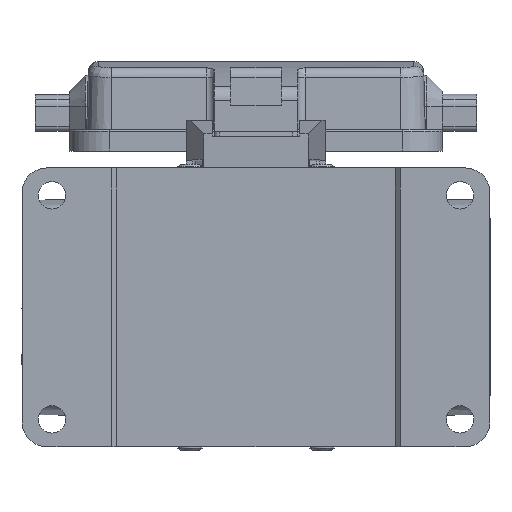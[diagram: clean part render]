
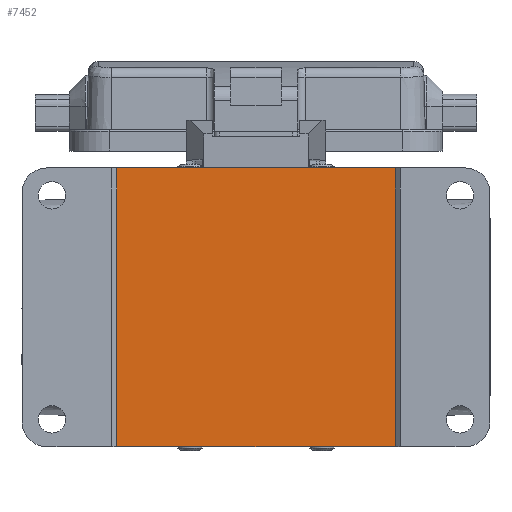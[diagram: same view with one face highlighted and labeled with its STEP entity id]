
A CAD part, front view. The second image highlights one B-rep face of the part: STEP entity #7452.
In plain terms, the highlighted planar face has unit normal (0, -1, 0).
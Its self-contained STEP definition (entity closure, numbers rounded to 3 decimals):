
#437 = FACE_OUTER_BOUND ( 'NONE', #8399, .T. ) ;
#438 = AXIS2_PLACEMENT_3D ( 'NONE', #10165, #10166, #10167 ) ;
#2219 = LINE ( 'NONE', #2220, #6716 ) ;
#2220 = CARTESIAN_POINT ( 'NONE',  ( 28., -76., 33.6 ) ) ;
#2221 = DIRECTION ( 'NONE',  ( 0., 0., 1. ) ) ;
#2222 = LINE ( 'NONE', #2223, #6724 ) ;
#2223 = CARTESIAN_POINT ( 'NONE',  ( -28., -76., 33.6 ) ) ;
#2224 = DIRECTION ( 'NONE',  ( 0., 0., -1. ) ) ;
#2228 = LINE ( 'NONE', #2229, #6725 ) ;
#2229 = CARTESIAN_POINT ( 'NONE',  ( 47., -76., -28. ) ) ;
#2230 = DIRECTION ( 'NONE',  ( -1., 0., 0. ) ) ;
#3567 = EDGE_CURVE ( 'NONE', #18397, #19136, #2219, .T. ) ;
#3568 = EDGE_CURVE ( 'NONE', #18479, #18421, #2222, .T. ) ;
#3570 = EDGE_CURVE ( 'NONE', #18397, #18421, #2228, .T. ) ;
#3617 = EDGE_CURVE ( 'NONE', #18479, #19136, #15429, .T. ) ;
#6716 = VECTOR ( 'NONE', #2221, 1000. ) ;
#6724 = VECTOR ( 'NONE', #2224, 1000. ) ;
#6725 = VECTOR ( 'NONE', #2230, 1000. ) ;
#7452 = ADVANCED_FACE ( 'NONE', ( #437 ), #10164, .F. ) ;
#8399 = EDGE_LOOP ( 'NONE', ( #18650, #18655, #18654, #18621 ) ) ;
#8433 = CARTESIAN_POINT ( 'NONE',  ( -28., -76., 28. ) ) ;
#8539 = CARTESIAN_POINT ( 'NONE',  ( 28., -76., 28. ) ) ;
#9856 = CARTESIAN_POINT ( 'NONE',  ( 28., -76., -28. ) ) ;
#9880 = CARTESIAN_POINT ( 'NONE',  ( -28., -76., -28. ) ) ;
#10164 = PLANE ( 'NONE',  #438 ) ;
#10165 = CARTESIAN_POINT ( 'NONE',  ( 28., -76., 33.6 ) ) ;
#10166 = DIRECTION ( 'NONE',  ( 0., 1., 0. ) ) ;
#10167 = DIRECTION ( 'NONE',  ( 0., 0., 1. ) ) ;
#15429 = LINE ( 'NONE', #15430, #19467 ) ;
#15430 = CARTESIAN_POINT ( 'NONE',  ( -47., -76., 28. ) ) ;
#15431 = DIRECTION ( 'NONE',  ( 1., 0., 0. ) ) ;
#18397 = VERTEX_POINT ( 'NONE', #9856 ) ;
#18421 = VERTEX_POINT ( 'NONE', #9880 ) ;
#18479 = VERTEX_POINT ( 'NONE', #8433 ) ;
#18621 = ORIENTED_EDGE ( 'NONE', *, *, #3568, .T. ) ;
#18650 = ORIENTED_EDGE ( 'NONE', *, *, #3570, .F. ) ;
#18654 = ORIENTED_EDGE ( 'NONE', *, *, #3617, .F. ) ;
#18655 = ORIENTED_EDGE ( 'NONE', *, *, #3567, .T. ) ;
#19136 = VERTEX_POINT ( 'NONE', #8539 ) ;
#19467 = VECTOR ( 'NONE', #15431, 1000. ) ;
